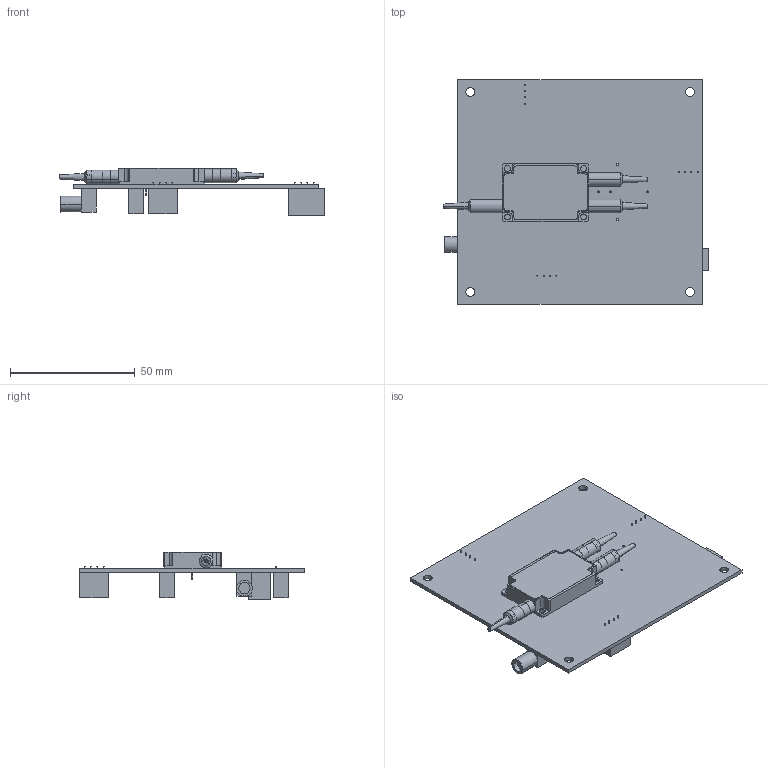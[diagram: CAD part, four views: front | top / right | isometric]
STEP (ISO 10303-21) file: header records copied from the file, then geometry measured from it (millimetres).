
FILE_DESCRIPTION (( 'STEP AP203' ), '1' );
FILE_NAME ('NSSW 1X2 with NNSW AD V2.0 30db.STEP', '2025-05-07T21:42:08', ( '' ), ( '' ), 'SwSTEP 2.0', 'SolidWorks 2015', '' );
FILE_SCHEMA (( 'CONFIG_CONTROL_DESIGN' ));
Length unit declared in the file: millimetre
Products named in the file (13): Pin&PCB short; SMA socket; NSSW AD V2.0 30db PCB; Boot; 12V socket; NSSW 1X2 with NNSW AD V2.0 30db; NNSW AD V2.0 30db board; PW block; End cap; 1002009-NSSW 1X2 3 port footprint; 1002009-NSSW 1X2 3 port lid; 1002009-NSSW 1X2 3 port box; Cap&Boot
Assembly tree (17 placements, depth 4):
  NSSW 1X2 with NNSW AD V2.0 30db
    1002009-NSSW 1X2 3 port footprint
      1002009-NSSW 1X2 3 port box
      1002009-NSSW 1X2 3 port lid
      Cap&Boot  x3
        End cap
        Boot
      Pin&PCB short  x2
    NSSW AD V2.0 30db PCB
      NNSW AD V2.0 30db board
      12V socket
      PW block  x3
      SMA socket
Bounding box: 106.3 x 90 x 19.12 mm (x, y, z)
Volume: 21612.6 mm3; surface area: 28141.8 mm2
Topology: 16 solids, 16 shells, 392 faces, 968 edges, 638 vertices
Faces by surface type: plane 190, cylinder 178, cone 24
Entity records: 10759 total; most frequent: DIRECTION 1684, CARTESIAN_POINT 1624, ORIENTED_EDGE 1528, EDGE_CURVE 764, AXIS2_PLACEMENT_3D 610, VERTEX_POINT 506, VECTOR 464, LINE 464
